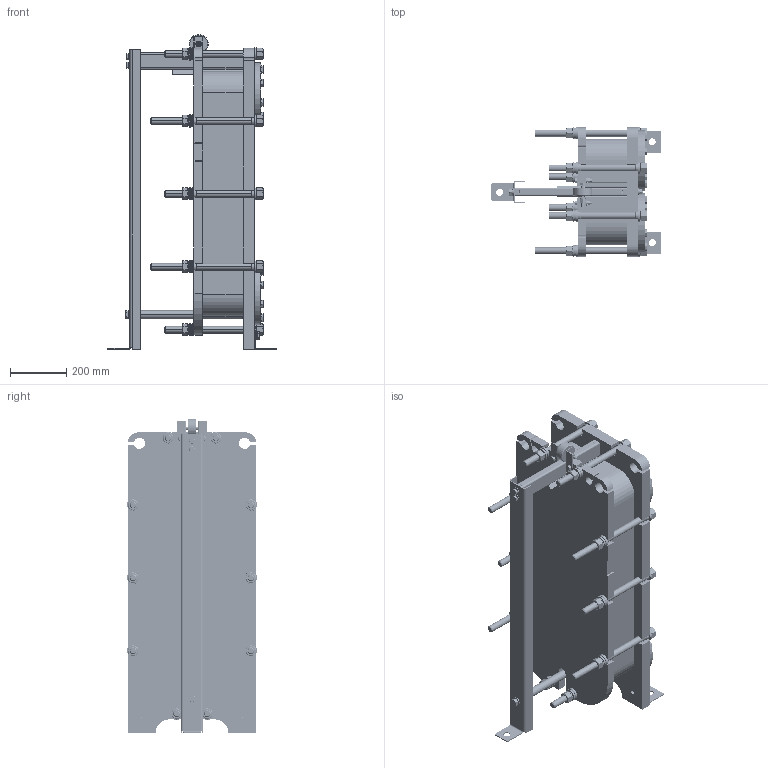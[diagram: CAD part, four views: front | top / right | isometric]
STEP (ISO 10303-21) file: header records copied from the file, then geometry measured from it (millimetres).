
FILE_DESCRIPTION(('TFLEX Exchange Step'),'2;1');
FILE_NAME('21_22_16_400_11-50.stp', '2025-05-28T10:44:56+03:00',('RUCO2512'),('Unknown organisation'),'TFLEX Exchange 2024.4','T-FLEX CAD','Unknown authorisation');
FILE_SCHEMA( ('AP203_CONFIGURATION_CONTROLLED_3D_DESIGN_OF_MECHANICAL_PARTS_AND_ASSEMBLIES_MIM_LF') );
Length unit declared in the file: millimetre
Products named in the file (73): 3D Узел_1; 3D Узел_3; 0; Шайба 16 ГОСТ 10463:22; ДФВЛ.754316.002; ДФВЛ.754316.001; Шайба 10 ГОСТ 10463:16; Шайба 24 ГОСТ 10463:22; Шайба 12 ГОСТ 10463:18; РДАМ.712241.004; РДАМ.758271.020; РДАМ.301611.017; РДАМ.758271.020-18; РДАМ.301611.017-18; РДАМ.713141.004; РДАМ.745522.026; ДФВЛ.745441.008; РДАМ.715121.025-03; РДАМ.746112.142-10; РДАМ.741124.100; ДФВЛ.301343.012; РДАМ.745522.022; РДАМ.745522.023; РДАМ.741314.223; -11-50; ДФВЛ.741314.049; 3D фрагмент_49:2; Тело_45 - Копия_1:2; 3D фрагмент_18:2; 3D фрагмент_16:2; 3D фрагмент_14:2; Шайба 10 ГОСТ 10463:2; Шайба A.10 ГОСТ 11371:2; Шайба 12 ГОСТ 10463:2; Шайба A.12 ГОСТ 11371:2; Болт М16x50 ГОСТ 7798:2; Фланец ТР_21:2; 3D фрагмент_19:2; Шайба 16 ГОСТ 10463:2; ДФВЛ.065145.020 - НН№21_22_ О_С-16
Assembly tree (562 placements, depth 3):
  ДФВЛ.065145.020 - НН№21_22_ О_С-16
    0
      3D Узел_1
      3D Узел_3
    (unnamed)
    (unnamed)
      Шайба 16 ГОСТ 10463:22  x22
    (unnamed)  x3
    (unnamed)
    (unnamed)
      Шайба 16 ГОСТ 10463:22  x22
    ДФВЛ.754316.002
    (unnamed)  x4
    (unnamed)  x3
    (unnamed)
    ДФВЛ.754316.001
    (unnamed)
      Шайба 10 ГОСТ 10463:16  x16
    (unnamed)
    (unnamed)
    (unnamed)
      Шайба 24 ГОСТ 10463:22  x22
    (unnamed)
    (unnamed)
    (unnamed)
    (unnamed)
      Шайба 12 ГОСТ 10463:18  x18
    (unnamed)  x2
    (unnamed)
    (unnamed)
    (unnamed)
      Шайба 16 ГОСТ 10463:22  x22
    (unnamed)
    (unnamed)
      Шайба 12 ГОСТ 10463:18  x18
    (unnamed)
    (unnamed)
    (unnamed)
    РДАМ.712241.004  x4
    РДАМ.301611.017
      (unnamed)
      РДАМ.758271.020
    РДАМ.301611.017-18
      (unnamed)
      РДАМ.758271.020-18
    РДАМ.713141.004
    РДАМ.745522.026  x2
    ДФВЛ.745441.008
    РДАМ.715121.025-03
    ДФВЛ.301343.012
      РДАМ.746112.142-10
      РДАМ.741124.100  x2
    РДАМ.745522.022
    РДАМ.745522.023
    РДАМ.741314.223
    -11-50
    ДФВЛ.741314.049
    3D фрагмент_49:2  x3
    Тело_45 - Копия_1:2  x8
    Тело_45 - Копия_1:2  x8
Bounding box: 604 x 464 x 1123 mm (x, y, z)
Volume: 81258059.7 mm3; surface area: 5193752 mm2
Topology: 591 solids, 591 shells, 4849 faces, 10616 edges, 6827 vertices
Faces by surface type: plane 2774, cylinder 1472, cone 505, torus 98
Full cylindrical faces by diameter (mm): 4 x4, 4.8 x4, 8.376 x4, 10 x3, 10.106 x4, 11.5 x5, 12 x4, 13 x3, 13.835 x36, 16 x36, 17 x1, 18 x34, 20.752 x10, 25 x23, 29 x20, 43 x20, 68 x1, 105 x4, 106 x4, 161 x4
Entity records: 48052 total; most frequent: CARTESIAN_POINT 10882, DIRECTION 8040, ORIENTED_EDGE 6432, EDGE_CURVE 3216, AXIS2_PLACEMENT_3D 3114, VERTEX_POINT 2064, VECTOR 1812, LINE 1812
